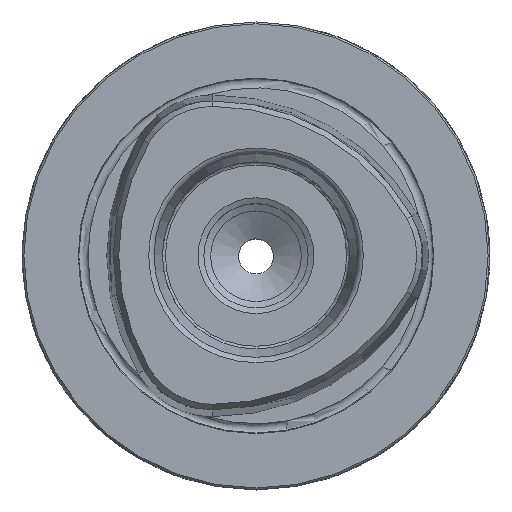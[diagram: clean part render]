
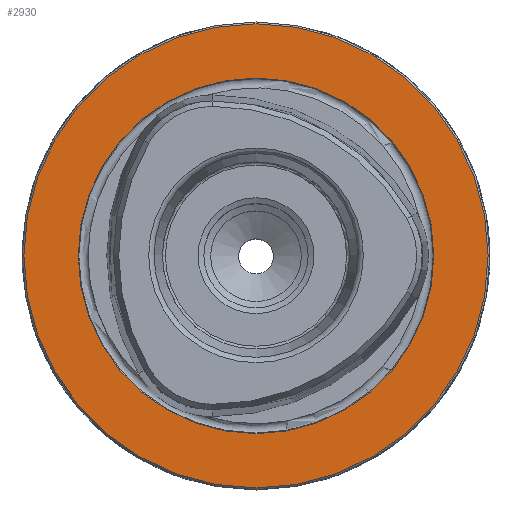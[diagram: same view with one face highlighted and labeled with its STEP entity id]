
A CAD part, top view. The second image highlights one B-rep face of the part: STEP entity #2930.
In plain terms, the highlighted planar face has unit normal (0, 0, 1).
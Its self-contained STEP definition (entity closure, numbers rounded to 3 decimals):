
#267=PLANE('',#3167);
#531=ORIENTED_EDGE('',*,*,#908,.T.);
#532=ORIENTED_EDGE('',*,*,#907,.F.);
#907=EDGE_CURVE('',#1106,#1106,#1243,.T.);
#908=EDGE_CURVE('',#1107,#1107,#1244,.T.);
#1106=VERTEX_POINT('',#4493);
#1107=VERTEX_POINT('',#4496);
#1243=CIRCLE('',#3166,30.414);
#1244=CIRCLE('',#3168,39.7);
#1385=EDGE_LOOP('',(#531));
#1386=EDGE_LOOP('',(#532));
#1628=FACE_BOUND('',#1385,.T.);
#1629=FACE_BOUND('',#1386,.T.);
#2930=ADVANCED_FACE('',(#1628,#1629),#267,.T.);
#3166=AXIS2_PLACEMENT_3D('',#4492,#3621,#3622);
#3167=AXIS2_PLACEMENT_3D('',#4494,#3623,#3624);
#3168=AXIS2_PLACEMENT_3D('',#4495,#3625,#3626);
#3621=DIRECTION('',(0.,0.,1.));
#3622=DIRECTION('',(1.,0.,0.));
#3623=DIRECTION('',(0.,0.,1.));
#3624=DIRECTION('',(1.,0.,0.));
#3625=DIRECTION('',(0.,0.,1.));
#3626=DIRECTION('',(1.,0.,0.));
#4492=CARTESIAN_POINT('',(0.,0.,0.));
#4493=CARTESIAN_POINT('',(30.414,0.,0.));
#4494=CARTESIAN_POINT('',(30.25,0.,0.));
#4495=CARTESIAN_POINT('',(0.,0.,0.));
#4496=CARTESIAN_POINT('',(39.7,0.,0.));
